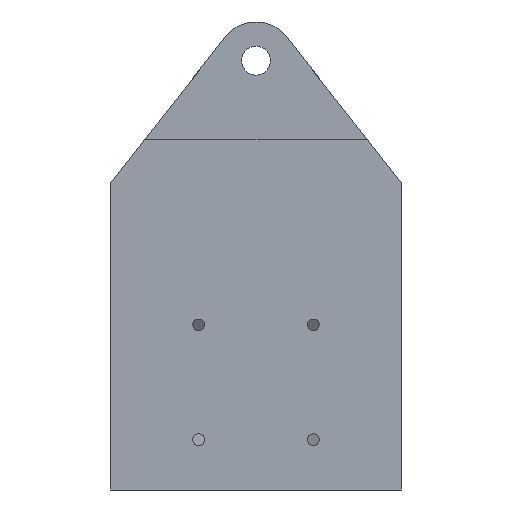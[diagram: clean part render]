
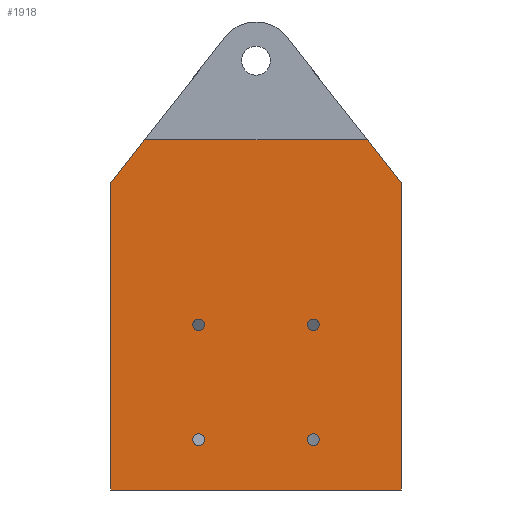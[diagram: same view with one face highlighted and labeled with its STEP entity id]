
A CAD part, front view. The second image highlights one B-rep face of the part: STEP entity #1918.
In plain terms, the highlighted planar face has unit normal (0, -1, 0).
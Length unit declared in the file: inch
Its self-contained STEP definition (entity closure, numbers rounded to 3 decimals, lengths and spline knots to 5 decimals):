
#58=FACE_BOUND('',#345,.T.);
#59=FACE_BOUND('',#346,.T.);
#60=FACE_BOUND('',#347,.T.);
#61=FACE_BOUND('',#348,.T.);
#125=PLANE('',#2127);
#229=FACE_OUTER_BOUND('',#344,.T.);
#344=EDGE_LOOP('',(#1646,#1647,#1648,#1649,#1650,#1651));
#345=EDGE_LOOP('',(#1652));
#346=EDGE_LOOP('',(#1653));
#347=EDGE_LOOP('',(#1654));
#348=EDGE_LOOP('',(#1655));
#507=LINE('',#3433,#666);
#509=LINE('',#3437,#668);
#512=LINE('',#3444,#671);
#525=LINE('',#3534,#684);
#526=LINE('',#3535,#685);
#527=LINE('',#3536,#686);
#666=VECTOR('',#2536,0.3937);
#668=VECTOR('',#2540,0.3937);
#671=VECTOR('',#2549,0.3937);
#684=VECTOR('',#2654,0.3937);
#685=VECTOR('',#2655,0.3937);
#686=VECTOR('',#2656,0.3937);
#708=CIRCLE('',#1960,0.1015);
#710=CIRCLE('',#1963,0.1015);
#712=CIRCLE('',#1966,0.1015);
#714=CIRCLE('',#1969,0.1015);
#796=VERTEX_POINT('',#2729);
#798=VERTEX_POINT('',#2735);
#800=VERTEX_POINT('',#2741);
#802=VERTEX_POINT('',#2747);
#929=VERTEX_POINT('',#3430);
#930=VERTEX_POINT('',#3432);
#931=VERTEX_POINT('',#3436);
#932=VERTEX_POINT('',#3442);
#954=VERTEX_POINT('',#3532);
#955=VERTEX_POINT('',#3533);
#975=EDGE_CURVE('',#796,#796,#708,.T.);
#978=EDGE_CURVE('',#798,#798,#710,.T.);
#981=EDGE_CURVE('',#800,#800,#712,.T.);
#984=EDGE_CURVE('',#802,#802,#714,.T.);
#1167=EDGE_CURVE('',#930,#929,#507,.T.);
#1169=EDGE_CURVE('',#931,#930,#509,.T.);
#1173=EDGE_CURVE('',#929,#932,#512,.T.);
#1215=EDGE_CURVE('',#954,#955,#525,.T.);
#1216=EDGE_CURVE('',#955,#931,#526,.T.);
#1217=EDGE_CURVE('',#954,#932,#527,.T.);
#1646=ORIENTED_EDGE('',*,*,#1215,.T.);
#1647=ORIENTED_EDGE('',*,*,#1216,.T.);
#1648=ORIENTED_EDGE('',*,*,#1169,.T.);
#1649=ORIENTED_EDGE('',*,*,#1167,.T.);
#1650=ORIENTED_EDGE('',*,*,#1173,.T.);
#1651=ORIENTED_EDGE('',*,*,#1217,.F.);
#1652=ORIENTED_EDGE('',*,*,#975,.T.);
#1653=ORIENTED_EDGE('',*,*,#978,.T.);
#1654=ORIENTED_EDGE('',*,*,#981,.T.);
#1655=ORIENTED_EDGE('',*,*,#984,.T.);
#1918=ADVANCED_FACE('',(#229,#58,#59,#60,#61),#125,.T.);
#1960=AXIS2_PLACEMENT_3D('',#2731,#2179,#2180);
#1963=AXIS2_PLACEMENT_3D('',#2737,#2186,#2187);
#1966=AXIS2_PLACEMENT_3D('',#2743,#2193,#2194);
#1969=AXIS2_PLACEMENT_3D('',#2749,#2200,#2201);
#2127=AXIS2_PLACEMENT_3D('',#3531,#2652,#2653);
#2179=DIRECTION('center_axis',(0.,1.,0.));
#2180=DIRECTION('ref_axis',(1.,0.,0.));
#2186=DIRECTION('center_axis',(0.,1.,0.));
#2187=DIRECTION('ref_axis',(1.,0.,0.));
#2193=DIRECTION('center_axis',(0.,1.,0.));
#2194=DIRECTION('ref_axis',(1.,0.,0.));
#2200=DIRECTION('center_axis',(0.,1.,0.));
#2201=DIRECTION('ref_axis',(1.,0.,0.));
#2536=DIRECTION('',(-1.,0.,0.));
#2540=DIRECTION('',(-0.617,0.,0.787));
#2549=DIRECTION('',(-0.617,0.,-0.787));
#2652=DIRECTION('center_axis',(0.,-1.,0.));
#2653=DIRECTION('ref_axis',(1.,0.,0.));
#2654=DIRECTION('',(1.,0.,0.));
#2655=DIRECTION('',(0.,0.,1.));
#2656=DIRECTION('',(0.,0.,1.));
#2729=CARTESIAN_POINT('',(1.4235,0.,2.875));
#2731=CARTESIAN_POINT('Origin',(1.525,0.,2.875));
#2735=CARTESIAN_POINT('',(1.4235,0.,0.875));
#2737=CARTESIAN_POINT('Origin',(1.525,0.,0.875));
#2741=CARTESIAN_POINT('',(-0.5765,0.,2.875));
#2743=CARTESIAN_POINT('Origin',(-0.475,0.,2.875));
#2747=CARTESIAN_POINT('',(-0.5765,0.,0.875));
#2749=CARTESIAN_POINT('Origin',(-0.475,0.,0.875));
#3430=CARTESIAN_POINT('',(-1.41162,0.,6.1));
#3432=CARTESIAN_POINT('',(2.46162,0.,6.1));
#3433=CARTESIAN_POINT('',(2.46162,0.,6.1));
#3436=CARTESIAN_POINT('',(3.05,0.,5.35));
#3437=CARTESIAN_POINT('',(3.05,0.,5.35));
#3442=CARTESIAN_POINT('',(-2.,0.,5.35));
#3444=CARTESIAN_POINT('',(-1.41162,0.,6.1));
#3531=CARTESIAN_POINT('Origin',(-2.,0.,0.));
#3532=CARTESIAN_POINT('',(-2.,0.,0.));
#3533=CARTESIAN_POINT('',(3.05,0.,0.));
#3534=CARTESIAN_POINT('',(-2.,0.,0.));
#3535=CARTESIAN_POINT('',(3.05,0.,0.));
#3536=CARTESIAN_POINT('',(-2.,0.,0.));
